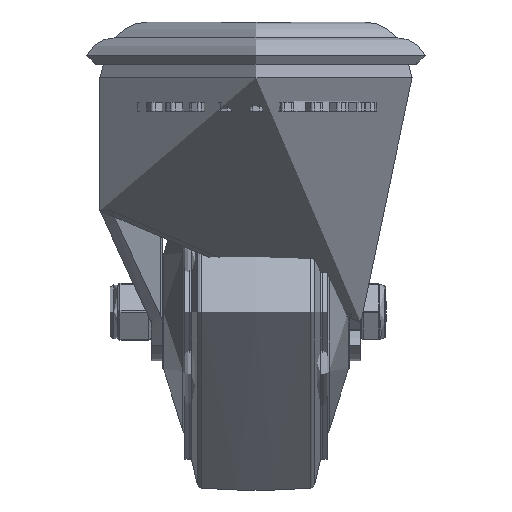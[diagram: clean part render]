
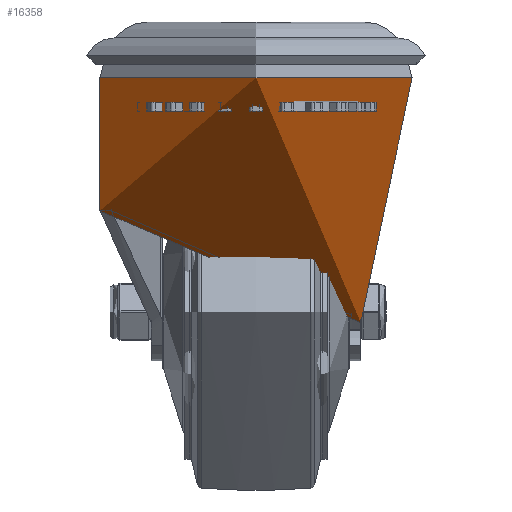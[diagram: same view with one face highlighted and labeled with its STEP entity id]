
A CAD part, left-side view. The second image highlights one B-rep face of the part: STEP entity #16358.
In plain terms, the highlighted cylindrical face has radius 35 mm (diameter 70 mm), a full revolution.
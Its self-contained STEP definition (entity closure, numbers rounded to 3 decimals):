
#377=B_SPLINE_CURVE_WITH_KNOTS('',3,(#24782,#24783,#24784,#24785,#24786,
#24787,#24788,#24789,#24790,#24791,#24792,#24793),.UNSPECIFIED.,.F.,.F.,
(4,2,2,2,2,4),(0.,0.051,0.101,0.203,
0.318,0.434),.UNSPECIFIED.);
#388=B_SPLINE_CURVE_WITH_KNOTS('',3,(#24987,#24988,#24989,#24990,#24991,
#24992,#24993,#24994,#24995,#24996,#24997,#24998,#24999,#25000,#25001,#25002,
#25003,#25004,#25005,#25006,#25007,#25008,#25009,#25010,#25011,#25012,#25013,
#25014,#25015,#25016,#25017,#25018,#25019,#25020,#25021,#25022,#25023,#25024,
#25025,#25026,#25027,#25028),.UNSPECIFIED.,.F.,.F.,(4,2,2,2,2,2,2,2,2,2,
2,2,2,2,2,2,2,2,2,2,4),(6.422,7.254,8.086,
8.917,9.749,10.397,11.045,11.693,
12.341,12.989,13.637,14.285,14.934,
15.765,16.597,17.429,18.26,19.198,
20.136,21.074,21.93),.UNSPECIFIED.);
#389=B_SPLINE_CURVE_WITH_KNOTS('',3,(#25030,#25031,#25032,#25033,#25034,
#25035,#25036,#25037,#25038,#25039,#25040,#25041),.UNSPECIFIED.,.F.,.F.,
(4,2,2,2,2,4),(-0.434,-0.318,-0.203,
-0.101,-0.051,0.),.UNSPECIFIED.);
#390=B_SPLINE_CURVE_WITH_KNOTS('',3,(#25044,#25045,#25046,#25047,#25048,
#25049,#25050,#25051,#25052,#25053),.UNSPECIFIED.,.F.,.F.,(4,2,2,2,4),(2.753,
3.609,4.547,5.485,6.422),
 .UNSPECIFIED.);
#1595=CYLINDRICAL_SURFACE('',#17810,35.);
#2189=LINE('',#24805,#3409);
#2212=LINE('',#24986,#3432);
#2213=LINE('',#25043,#3433);
#3409=VECTOR('',#20299,10.);
#3432=VECTOR('',#20342,35.);
#3433=VECTOR('',#20343,10.);
#4482=FACE_OUTER_BOUND('',#5480,.T.);
#5480=EDGE_LOOP('',(#12504,#12505,#12506,#12507,#12508,#12509,#12510,#12511,
#12512,#12513));
#6621=CIRCLE('',#17808,35.);
#6622=CIRCLE('',#17811,35.);
#7545=VERTEX_POINT('',#24779);
#7546=VERTEX_POINT('',#24781);
#7550=VERTEX_POINT('',#24804);
#7579=VERTEX_POINT('',#24967);
#7585=VERTEX_POINT('',#24983);
#7586=VERTEX_POINT('',#24985);
#7587=VERTEX_POINT('',#25029);
#7588=VERTEX_POINT('',#25042);
#9374=EDGE_CURVE('',#7545,#7546,#377,.F.);
#9380=EDGE_CURVE('',#7550,#7546,#2189,.T.);
#9412=EDGE_CURVE('',#7545,#7579,#6621,.T.);
#9419=EDGE_CURVE('',#7585,#7585,#6622,.T.);
#9420=EDGE_CURVE('',#7585,#7586,#2212,.T.);
#9421=EDGE_CURVE('',#7586,#7550,#388,.T.);
#9422=EDGE_CURVE('',#7587,#7579,#389,.F.);
#9423=EDGE_CURVE('',#7587,#7588,#2213,.T.);
#9424=EDGE_CURVE('',#7588,#7586,#390,.T.);
#12504=ORIENTED_EDGE('',*,*,#9419,.F.);
#12505=ORIENTED_EDGE('',*,*,#9420,.T.);
#12506=ORIENTED_EDGE('',*,*,#9421,.T.);
#12507=ORIENTED_EDGE('',*,*,#9380,.T.);
#12508=ORIENTED_EDGE('',*,*,#9374,.F.);
#12509=ORIENTED_EDGE('',*,*,#9412,.T.);
#12510=ORIENTED_EDGE('',*,*,#9422,.F.);
#12511=ORIENTED_EDGE('',*,*,#9423,.T.);
#12512=ORIENTED_EDGE('',*,*,#9424,.T.);
#12513=ORIENTED_EDGE('',*,*,#9420,.F.);
#16358=ADVANCED_FACE('',(#4482),#1595,.T.);
#17808=AXIS2_PLACEMENT_3D('',#24969,#20328,#20329);
#17810=AXIS2_PLACEMENT_3D('',#24982,#20338,#20339);
#17811=AXIS2_PLACEMENT_3D('',#24984,#20340,#20341);
#20299=DIRECTION('',(0.,0.,1.));
#20328=DIRECTION('center_axis',(0.,0.,1.));
#20329=DIRECTION('ref_axis',(0.,-1.,0.));
#20338=DIRECTION('center_axis',(0.,0.,1.));
#20339=DIRECTION('ref_axis',(0.,-1.,0.));
#20340=DIRECTION('center_axis',(0.,0.,1.));
#20341=DIRECTION('ref_axis',(0.,-1.,0.));
#20342=DIRECTION('',(0.,0.,-1.));
#20343=DIRECTION('',(0.,0.,-1.));
#24779=CARTESIAN_POINT('',(28.,-21.,-4.008));
#24781=CARTESIAN_POINT('',(25.937,-23.5,-6.508));
#24782=CARTESIAN_POINT('Ctrl Pts',(25.937,-23.5,-6.508));
#24783=CARTESIAN_POINT('Ctrl Pts',(25.937,-23.5,-6.339));
#24784=CARTESIAN_POINT('Ctrl Pts',(25.953,-23.483,-6.168));
#24785=CARTESIAN_POINT('Ctrl Pts',(26.016,-23.413,-5.833));
#24786=CARTESIAN_POINT('Ctrl Pts',(26.062,-23.361,-5.671));
#24787=CARTESIAN_POINT('Ctrl Pts',(26.239,-23.163,-5.211));
#24788=CARTESIAN_POINT('Ctrl Pts',(26.407,-22.972,-4.945));
#24789=CARTESIAN_POINT('Ctrl Pts',(26.782,-22.535,-4.507));
#24790=CARTESIAN_POINT('Ctrl Pts',(27.021,-22.25,-4.318));
#24791=CARTESIAN_POINT('Ctrl Pts',(27.514,-21.636,-4.068));
#24792=CARTESIAN_POINT('Ctrl Pts',(27.769,-21.308,-4.008));
#24793=CARTESIAN_POINT('Ctrl Pts',(28.,-21.,-4.008));
#24804=CARTESIAN_POINT('',(25.937,-23.5,-57.905));
#24805=CARTESIAN_POINT('',(25.937,-23.5,-66.511));
#24967=CARTESIAN_POINT('',(28.,21.,-4.008));
#24969=CARTESIAN_POINT('Origin',(0.,0.,-4.008));
#24982=CARTESIAN_POINT('Origin',(0.,0.,-66.511));
#24983=CARTESIAN_POINT('',(0.,35.,-3.009));
#24984=CARTESIAN_POINT('Origin',(0.,0.,-3.009));
#24985=CARTESIAN_POINT('',(0.,35.,-32.843));
#24986=CARTESIAN_POINT('',(0.,35.,-66.511));
#24987=CARTESIAN_POINT('Ctrl Pts',(0.,35.,-32.843));
#24988=CARTESIAN_POINT('Ctrl Pts',(-2.121,35.,-31.057));
#24989=CARTESIAN_POINT('Ctrl Pts',(-4.358,34.805,-29.231));
#24990=CARTESIAN_POINT('Ctrl Pts',(-8.903,33.928,-25.65));
#24991=CARTESIAN_POINT('Ctrl Pts',(-11.209,33.246,-23.894));
#24992=CARTESIAN_POINT('Ctrl Pts',(-15.716,31.368,-20.574));
#24993=CARTESIAN_POINT('Ctrl Pts',(-17.919,30.17,-19.007));
#24994=CARTESIAN_POINT('Ctrl Pts',(-22.053,27.295,-16.151));
#24995=CARTESIAN_POINT('Ctrl Pts',(-23.983,25.617,-14.862));
#24996=CARTESIAN_POINT('Ctrl Pts',(-27.044,22.306,-12.863));
#24997=CARTESIAN_POINT('Ctrl Pts',(-28.333,20.659,-12.039));
#24998=CARTESIAN_POINT('Ctrl Pts',(-30.643,17.046,-10.586));
#24999=CARTESIAN_POINT('Ctrl Pts',(-31.663,15.079,-9.957));
#25000=CARTESIAN_POINT('Ctrl Pts',(-33.319,10.946,-8.947));
#25001=CARTESIAN_POINT('Ctrl Pts',(-33.956,8.775,-8.564));
#25002=CARTESIAN_POINT('Ctrl Pts',(-34.796,4.382,-8.06));
#25003=CARTESIAN_POINT('Ctrl Pts',(-35.,2.16,-7.94));
#25004=CARTESIAN_POINT('Ctrl Pts',(-35.,-2.16,-7.94));
#25005=CARTESIAN_POINT('Ctrl Pts',(-34.796,-4.382,
-8.06));
#25006=CARTESIAN_POINT('Ctrl Pts',(-33.956,-8.775,
-8.564));
#25007=CARTESIAN_POINT('Ctrl Pts',(-33.319,-10.946,
-8.947));
#25008=CARTESIAN_POINT('Ctrl Pts',(-31.663,-15.079,-9.957));
#25009=CARTESIAN_POINT('Ctrl Pts',(-30.643,-17.046,
-10.586));
#25010=CARTESIAN_POINT('Ctrl Pts',(-28.333,-20.659,
-12.039));
#25011=CARTESIAN_POINT('Ctrl Pts',(-27.044,-22.306,
-12.863));
#25012=CARTESIAN_POINT('Ctrl Pts',(-23.983,-25.617,
-14.862));
#25013=CARTESIAN_POINT('Ctrl Pts',(-22.053,-27.295,-16.151));
#25014=CARTESIAN_POINT('Ctrl Pts',(-17.919,-30.17,-19.007));
#25015=CARTESIAN_POINT('Ctrl Pts',(-15.716,-31.368,-20.574));
#25016=CARTESIAN_POINT('Ctrl Pts',(-11.209,-33.246,
-23.894));
#25017=CARTESIAN_POINT('Ctrl Pts',(-8.903,-33.928,-25.65));
#25018=CARTESIAN_POINT('Ctrl Pts',(-4.358,-34.805,
-29.231));
#25019=CARTESIAN_POINT('Ctrl Pts',(-2.121,-35.,-31.057));
#25020=CARTESIAN_POINT('Ctrl Pts',(2.391,-35.,-34.856));
#25021=CARTESIAN_POINT('Ctrl Pts',(4.837,-34.752,-36.991));
#25022=CARTESIAN_POINT('Ctrl Pts',(9.67,-33.728,-41.371));
#25023=CARTESIAN_POINT('Ctrl Pts',(12.056,-32.953,-43.617));
#25024=CARTESIAN_POINT('Ctrl Pts',(16.624,-30.902,-48.075));
#25025=CARTESIAN_POINT('Ctrl Pts',(18.807,-29.625,-50.287));
#25026=CARTESIAN_POINT('Ctrl Pts',(22.677,-26.759,-54.338));
#25027=CARTESIAN_POINT('Ctrl Pts',(24.391,-25.206,-56.192));
#25028=CARTESIAN_POINT('Ctrl Pts',(25.937,-23.5,-57.905));
#25029=CARTESIAN_POINT('',(25.937,23.5,-6.508));
#25030=CARTESIAN_POINT('Ctrl Pts',(28.,21.,-4.008));
#25031=CARTESIAN_POINT('Ctrl Pts',(27.769,21.308,-4.008));
#25032=CARTESIAN_POINT('Ctrl Pts',(27.514,21.636,-4.068));
#25033=CARTESIAN_POINT('Ctrl Pts',(27.021,22.25,-4.318));
#25034=CARTESIAN_POINT('Ctrl Pts',(26.782,22.535,-4.507));
#25035=CARTESIAN_POINT('Ctrl Pts',(26.407,22.972,-4.945));
#25036=CARTESIAN_POINT('Ctrl Pts',(26.239,23.163,-5.211));
#25037=CARTESIAN_POINT('Ctrl Pts',(26.062,23.361,-5.671));
#25038=CARTESIAN_POINT('Ctrl Pts',(26.016,23.413,-5.833));
#25039=CARTESIAN_POINT('Ctrl Pts',(25.953,23.483,-6.168));
#25040=CARTESIAN_POINT('Ctrl Pts',(25.937,23.5,-6.339));
#25041=CARTESIAN_POINT('Ctrl Pts',(25.937,23.5,-6.508));
#25042=CARTESIAN_POINT('',(25.937,23.5,-57.905));
#25043=CARTESIAN_POINT('',(25.937,23.5,-66.511));
#25044=CARTESIAN_POINT('Ctrl Pts',(25.937,23.5,-57.905));
#25045=CARTESIAN_POINT('Ctrl Pts',(24.391,25.206,-56.192));
#25046=CARTESIAN_POINT('Ctrl Pts',(22.677,26.759,-54.338));
#25047=CARTESIAN_POINT('Ctrl Pts',(18.807,29.625,-50.287));
#25048=CARTESIAN_POINT('Ctrl Pts',(16.624,30.902,-48.075));
#25049=CARTESIAN_POINT('Ctrl Pts',(12.056,32.953,-43.617));
#25050=CARTESIAN_POINT('Ctrl Pts',(9.67,33.728,-41.371));
#25051=CARTESIAN_POINT('Ctrl Pts',(4.837,34.752,-36.991));
#25052=CARTESIAN_POINT('Ctrl Pts',(2.391,35.,-34.856));
#25053=CARTESIAN_POINT('Ctrl Pts',(0.,35.,-32.843));
